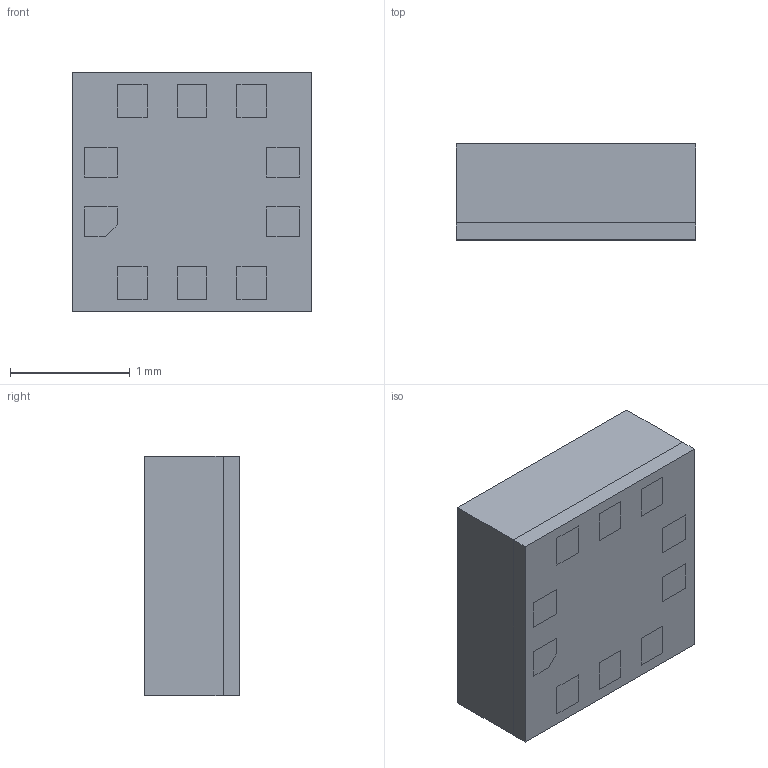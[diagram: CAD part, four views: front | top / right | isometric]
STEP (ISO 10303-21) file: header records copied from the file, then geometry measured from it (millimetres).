
FILE_DESCRIPTION (( 'STEP AP214' ), '1' );
FILE_NAME ('LPS22DFTR.STEP', '2024-01-18T07:35:02', ( 'LENOVO' ), ( '' ), 'SwSTEP 2.0', 'SolidWorks 2021', '' );
FILE_SCHEMA (( 'AUTOMOTIVE_DESIGN' ));
Length unit declared in the file: millimetre
Products named in the file (1): LPS22DFTR
Bounding box: 2 x 0.8 x 2 mm (x, y, z)
Volume: 3.2 mm3; surface area: 27.4 mm2
Topology: 14 solids, 14 shells, 142 faces, 306 edges, 204 vertices
Faces by surface type: plane 138, cylinder 4
Entity records: 3929 total; most frequent: CARTESIAN_POINT 653, ORIENTED_EDGE 612, DIRECTION 600, EDGE_CURVE 306, LINE 298, VECTOR 298, VERTEX_POINT 204, EDGE_LOOP 154
